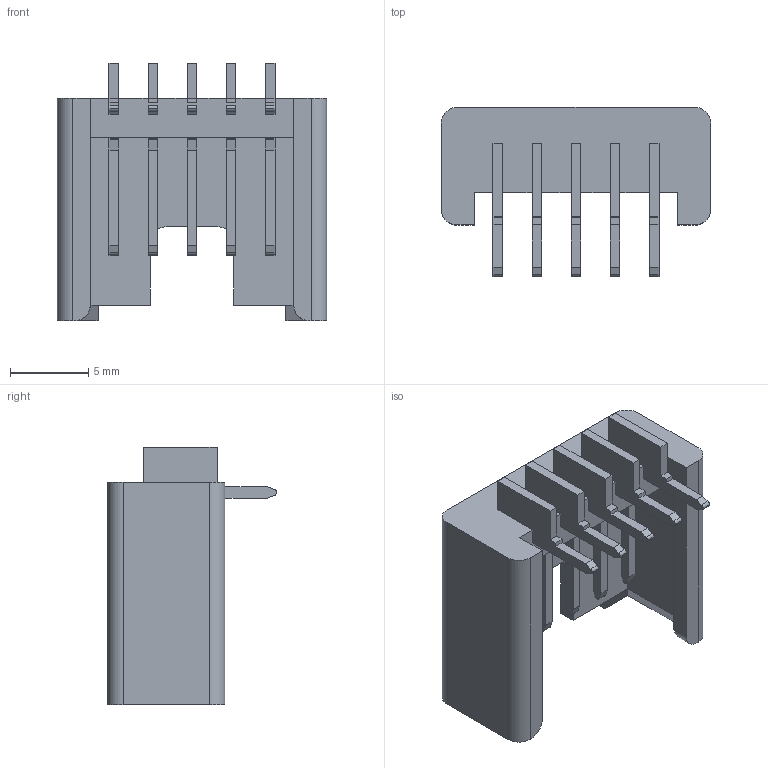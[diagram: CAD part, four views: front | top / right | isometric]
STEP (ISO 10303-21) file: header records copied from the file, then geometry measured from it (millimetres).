
FILE_DESCRIPTION(('OneSpaceDesigner STEP Export'),'2;1');
FILE_NAME('1.stp','2006-02-01T 9:20:44',('M Stracke EW-KS'),('Lumberg Connect GmbH'),'OneSpace Designer STEP processor for AP214 (Solid Model)','OneSpace Designer 13.20A 18-Aug-2005 (C) CoCreate Software GmbH','');
FILE_SCHEMA(('AUTOMOTIVE_DESIGN { 1 0 10303 214 1 1 1 1 }'));
Length unit declared in the file: millimetre
Products named in the file (2): 2_5_MSFW_O_05
Assembly tree (1 placements, depth 2):
  2_5_MSFW_O_05
    2_5_MSFW_O_05
Bounding box: 17.2 x 10.8 x 16.45 mm (x, y, z)
Volume: 661 mm3; surface area: 1308 mm2
Topology: 1 solids, 1 shells, 178 faces, 505 edges, 334 vertices
Faces by surface type: plane 125, cylinder 43, bspline 10
Entity records: 7132 total; most frequent: CARTESIAN_POINT 1599, ORIENTED_EDGE 1010, DIRECTION 769, EDGE_CURVE 505, VECTOR 369, LINE 369, VERTEX_POINT 334, AXIS2_PLACEMENT_3D 200
